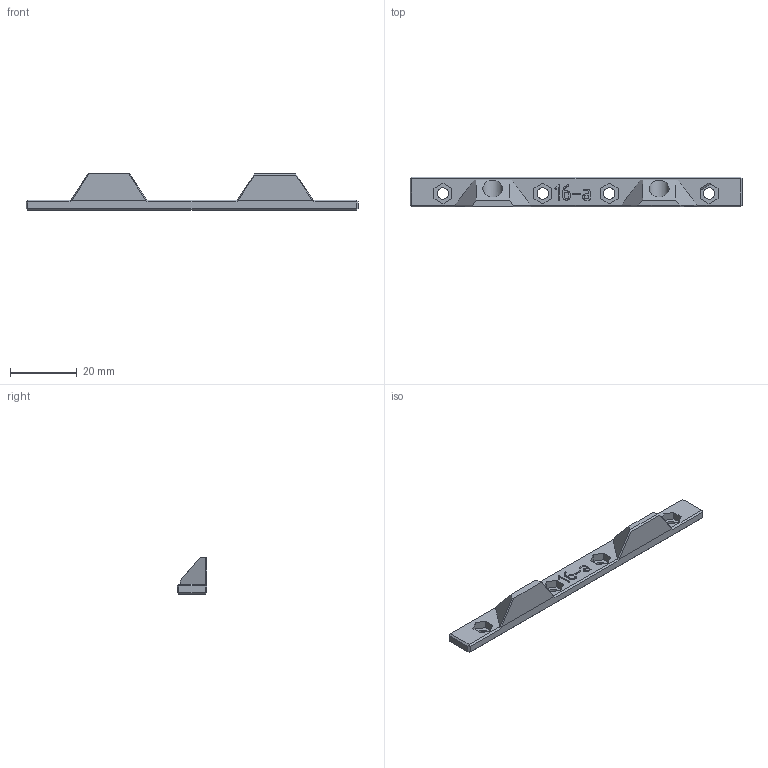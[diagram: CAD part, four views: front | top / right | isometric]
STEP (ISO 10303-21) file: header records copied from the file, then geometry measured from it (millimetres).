
FILE_DESCRIPTION(('FreeCAD Model'),'2;1');
FILE_NAME('Open CASCADE Shape Model','2023-10-07T19:46:41',(''),(''), 'Open CASCADE STEP processor 7.6','FreeCAD','Unknown');
FILE_SCHEMA(('AUTOMOTIVE_DESIGN { 1 0 10303 214 1 1 1 1 }'));
Length unit declared in the file: millimetre
Products named in the file (1): P0170-16-a_Kante_Magnet_unten
Bounding box: 99.8 x 8.9 x 11 mm (x, y, z)
Volume: 3326.3 mm3; surface area: 3122 mm2
Topology: 1 solids, 1 shells, 159 faces, 419 edges, 270 vertices
Faces by surface type: plane 103, extrusion 50, cylinder 6
Full cylindrical faces by diameter (mm): 3.4 x4, 6 x2
Entity records: 10558 total; most frequent: CARTESIAN_POINT 2397, DIRECTION 1331, VECTOR 1069, LINE 1019, ORIENTED_EDGE 838, PCURVE 838, DEFINITIONAL_REPRESENTATION 838, EDGE_CURVE 419
